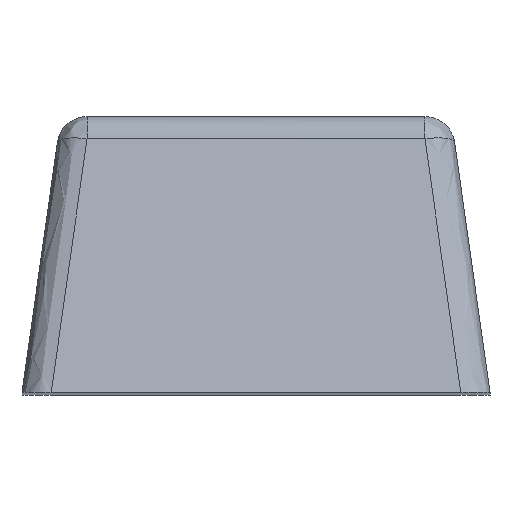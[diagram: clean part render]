
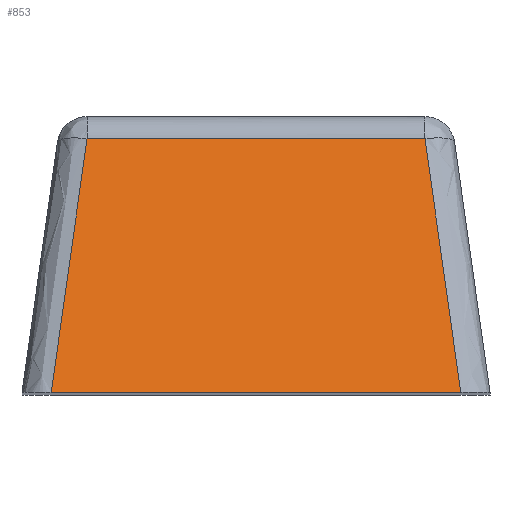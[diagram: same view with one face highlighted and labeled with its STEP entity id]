
A CAD part, top view. The second image highlights one B-rep face of the part: STEP entity #853.
In plain terms, the highlighted free-form (B-spline) face has degree [1, 1] with [2, 2] control points.
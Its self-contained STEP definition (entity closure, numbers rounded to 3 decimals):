
#475 = VERTEX_POINT('',#476);
#476 = CARTESIAN_POINT('',(-34.613,23.718,
    158.168));
#482 = EDGE_CURVE('',#475,#483,#485,.T.);
#483 = VERTEX_POINT('',#484);
#484 = CARTESIAN_POINT('',(34.613,23.718,
    158.168));
#485 = B_SPLINE_CURVE_WITH_KNOTS('',1,(#486,#487),.UNSPECIFIED.,.F.,.F.,
  (2,2),(-47.657,8.657),.PIECEWISE_BEZIER_KNOTS.);
#486 = CARTESIAN_POINT('',(-34.613,23.718,
    158.168));
#487 = CARTESIAN_POINT('',(34.613,23.718,
    158.168));
#677 = VERTEX_POINT('',#678);
#678 = CARTESIAN_POINT('',(-41.959,-28.273,
    172.099));
#684 = EDGE_CURVE('',#677,#475,#685,.T.);
#685 = B_SPLINE_CURVE_WITH_KNOTS('',1,(#686,#687),.UNSPECIFIED.,.F.,.F.,
  (2,2),(-24.431,19.761),.PIECEWISE_BEZIER_KNOTS.);
#686 = CARTESIAN_POINT('',(-41.959,-28.273,
    172.099));
#687 = CARTESIAN_POINT('',(-34.613,23.718,
    158.168));
#817 = VERTEX_POINT('',#818);
#818 = CARTESIAN_POINT('',(41.959,-28.273,
    172.099));
#824 = EDGE_CURVE('',#677,#817,#825,.T.);
#825 = B_SPLINE_CURVE_WITH_KNOTS('',1,(#826,#827),.UNSPECIFIED.,.F.,.F.,
  (2,2),(-73.133,-4.867),.PIECEWISE_BEZIER_KNOTS.);
#826 = CARTESIAN_POINT('',(-41.959,-28.273,
    172.099));
#827 = CARTESIAN_POINT('',(41.959,-28.273,
    172.099));
#853 = ADVANCED_FACE('',(#854),#864,.F.);
#854 = FACE_BOUND('',#855,.T.);
#855 = EDGE_LOOP('',(#856,#857,#858,#859));
#856 = ORIENTED_EDGE('',*,*,#482,.F.);
#857 = ORIENTED_EDGE('',*,*,#684,.F.);
#858 = ORIENTED_EDGE('',*,*,#824,.T.);
#859 = ORIENTED_EDGE('',*,*,#860,.F.);
#860 = EDGE_CURVE('',#483,#817,#861,.T.);
#861 = B_SPLINE_CURVE_WITH_KNOTS('',1,(#862,#863),.UNSPECIFIED.,.F.,.F.,
  (2,2),(-42.213,1.979),.PIECEWISE_BEZIER_KNOTS.);
#862 = CARTESIAN_POINT('',(34.613,23.718,
    158.168));
#863 = CARTESIAN_POINT('',(41.959,-28.273,
    172.099));
#864 = B_SPLINE_SURFACE_WITH_KNOTS('',1,1,(
    (#865,#866)
    ,(#867,#868
    )),.UNSPECIFIED.,.F.,.F.,.F.,(2,2),(2,2),(0.,
    43.786),(-34.133,34.133),
  .PIECEWISE_BEZIER_KNOTS.);
#865 = CARTESIAN_POINT('',(-41.959,-28.273,
    172.099));
#866 = CARTESIAN_POINT('',(41.959,-28.273,
    172.099));
#867 = CARTESIAN_POINT('',(-41.959,23.718,
    158.168));
#868 = CARTESIAN_POINT('',(41.959,23.718,
    158.168));
